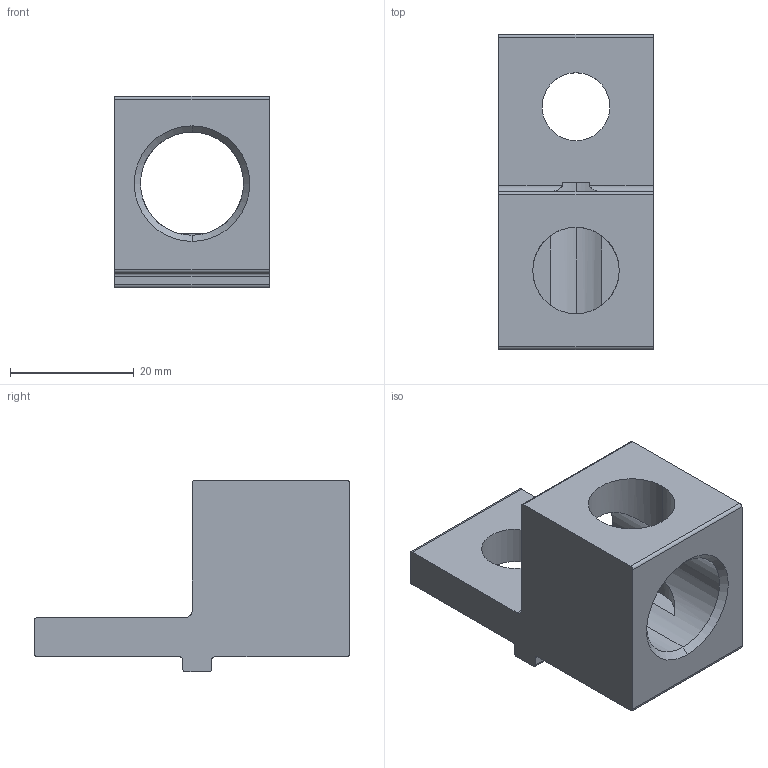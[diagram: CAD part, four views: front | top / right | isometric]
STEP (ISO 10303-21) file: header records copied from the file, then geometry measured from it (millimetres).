
FILE_DESCRIPTION (( 'STEP AP214' ), '1' );
FILE_NAME ('39544020.step', '2016-05-09T12:27:19', ( '' ), ( '' ), 'SwSTEP 2.0', 'SolidWorks 2015', '' );
FILE_SCHEMA (( 'AUTOMOTIVE_DESIGN' ));
Length unit declared in the file: inch
Products named in the file (1): 39544020
Bounding box: 25 x 51 x 31 mm (x, y, z)
Volume: 15310.7 mm3; surface area: 6786.6 mm2
Topology: 1 solids, 1 shells, 37 faces, 103 edges, 68 vertices
Faces by surface type: cylinder 20, plane 15, cone 2
Entity records: 1411 total; most frequent: CARTESIAN_POINT 388, DIRECTION 207, ORIENTED_EDGE 206, EDGE_CURVE 103, AXIS2_PLACEMENT_3D 75, VERTEX_POINT 68, VECTOR 57, LINE 57
